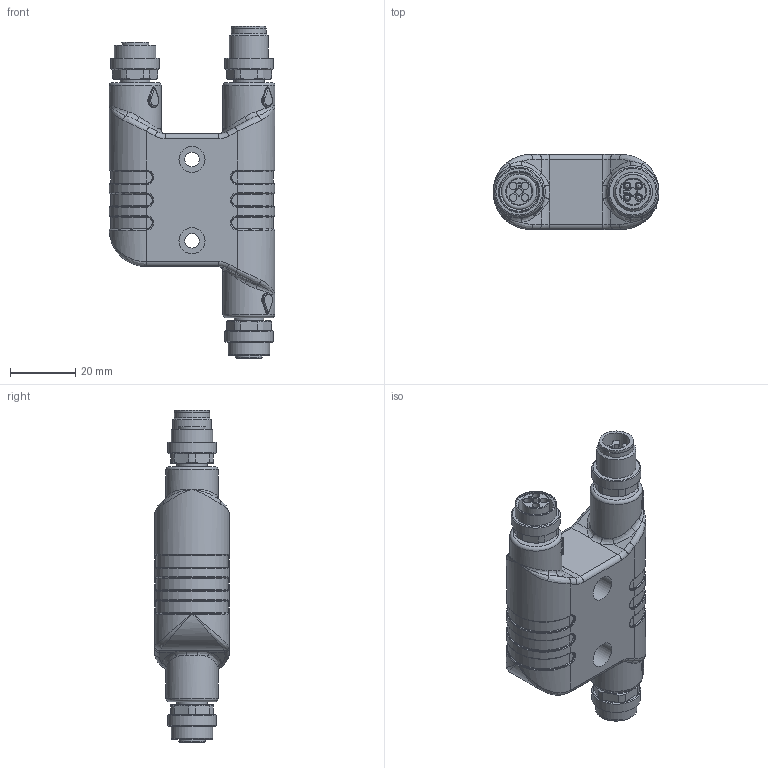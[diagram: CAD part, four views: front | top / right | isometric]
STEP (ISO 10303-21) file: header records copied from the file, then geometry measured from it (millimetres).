
FILE_DESCRIPTION(/* description */ (''),/* implementation_level */ '2;1');
FILE_NAME(/* name */ '8067900_5025205_13-04-2016.stp',/* time_stamp */ '2016-04-13T11:21:24+02:00',/* author */ (''),/* organization */ (''),/* preprocessor_version */ 'ST-DEVELOPER v16',/* originating_system */ 'SIEMENS PLM Software NX 10.0',/* authorisation */ '');
FILE_SCHEMA (('AUTOMOTIVE_DESIGN { 1 0 10303 214 3 1 1 1 }'));
Length unit declared in the file: millimetre
Products named in the file (1): t.he1BE8D8A7kagt
Bounding box: 51 x 23 x 102.1 mm (x, y, z)
Volume: 55654.8 mm3; surface area: 14341.6 mm2
Topology: 1 solids, 1 shells, 438 faces, 985 edges, 575 vertices
Faces by surface type: cylinder 132, plane 125, torus 77, bspline 59, cone 41, sphere 4
Full cylindrical faces by diameter (mm): 1.5 x4, 2.12 x3, 2.17 x1, 2.3 x8, 4.5 x2, 8 x4, 8.3 x2, 8.35 x1, 9.3 x3, 10.5 x1, 10.8 x1, 10.95 x2, 12 x1, 12.3 x2, 12.8 x2, 15 x3, 16 x3
Entity records: 12647 total; most frequent: CARTESIAN_POINT 3484, DIRECTION 2031, ORIENTED_EDGE 1732, AXIS2_PLACEMENT_3D 887, EDGE_CURVE 866, EDGE_LOOP 550, VERTEX_POINT 538, CIRCLE 463
